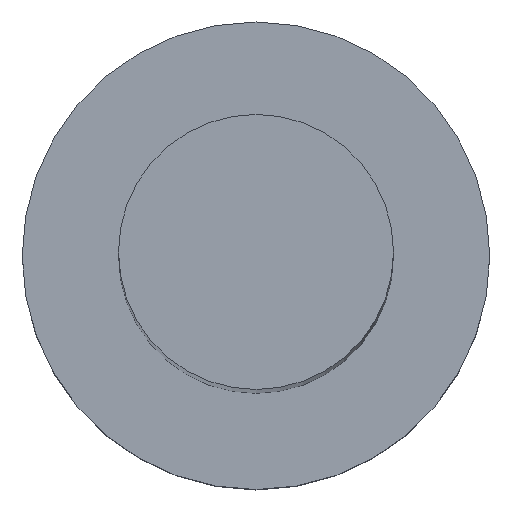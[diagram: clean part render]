
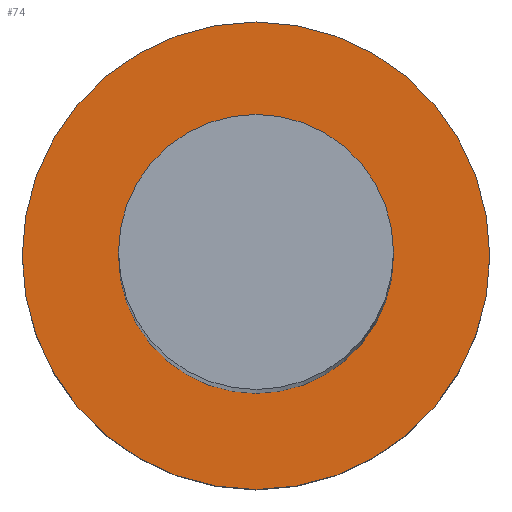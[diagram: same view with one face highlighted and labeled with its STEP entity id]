
A CAD part, top view. The second image highlights one B-rep face of the part: STEP entity #74.
In plain terms, the highlighted planar face has unit normal (0, 0, 1).
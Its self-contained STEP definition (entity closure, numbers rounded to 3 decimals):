
#16=FACE_BOUND('',#31,.T.);
#18=PLANE('',#103);
#23=FACE_OUTER_BOUND('',#30,.T.);
#30=EDGE_LOOP('',(#62));
#31=EDGE_LOOP('',(#63));
#40=CIRCLE('',#100,1.7);
#42=CIRCLE('',#104,1.);
#45=VERTEX_POINT('',#139);
#47=VERTEX_POINT('',#146);
#51=EDGE_CURVE('',#45,#45,#40,.T.);
#53=EDGE_CURVE('',#47,#47,#42,.T.);
#62=ORIENTED_EDGE('',*,*,#51,.T.);
#63=ORIENTED_EDGE('',*,*,#53,.T.);
#74=ADVANCED_FACE('',(#23,#16),#18,.T.);
#100=AXIS2_PLACEMENT_3D('',#141,#116,#117);
#103=AXIS2_PLACEMENT_3D('',#145,#122,#123);
#104=AXIS2_PLACEMENT_3D('',#147,#124,#125);
#116=DIRECTION('center_axis',(0.,0.,1.));
#117=DIRECTION('ref_axis',(1.,0.,0.));
#122=DIRECTION('center_axis',(0.,0.,1.));
#123=DIRECTION('ref_axis',(1.,0.,0.));
#124=DIRECTION('center_axis',(0.,0.,-1.));
#125=DIRECTION('ref_axis',(1.,0.,0.));
#139=CARTESIAN_POINT('',(-1.7,0.,1.7));
#141=CARTESIAN_POINT('Origin',(0.,0.,1.7));
#145=CARTESIAN_POINT('Origin',(0.,0.,1.7));
#146=CARTESIAN_POINT('',(-1.,0.,1.7));
#147=CARTESIAN_POINT('Origin',(0.,0.,1.7));
